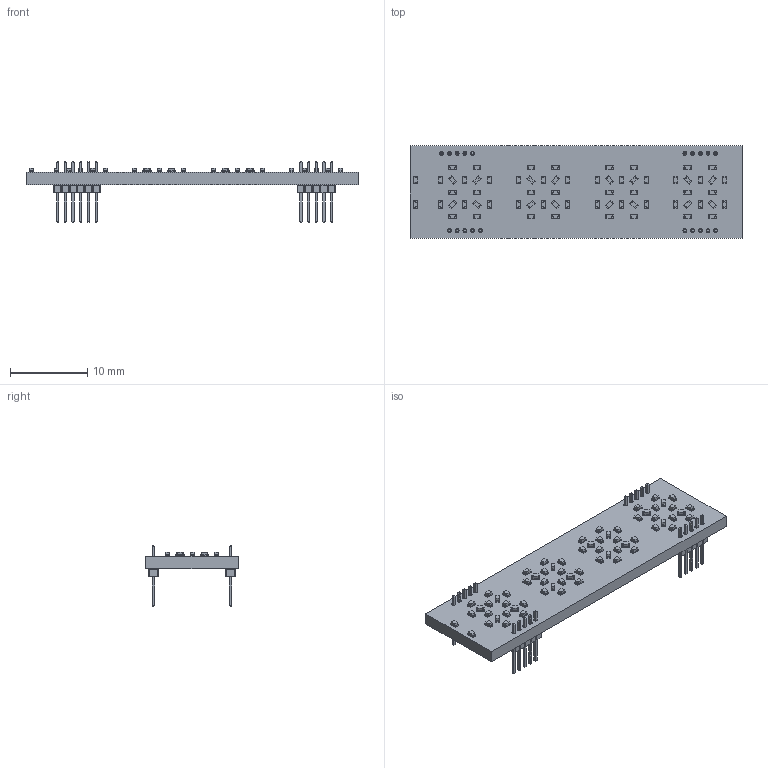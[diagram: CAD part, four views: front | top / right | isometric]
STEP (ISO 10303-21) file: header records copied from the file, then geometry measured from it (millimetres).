
FILE_DESCRIPTION(('KiCad electronic assembly'),'2;1');
FILE_NAME('ufc_v4_opt.step','2020-11-25T15:43:08',('An Author'),( 'A Company'),'Open CASCADE STEP processor 6.9', 'KiCad to STEP converter','Unknown');
FILE_SCHEMA(('AUTOMOTIVE_DESIGN { 1 0 10303 214 1 1 1 1 }'));
Length unit declared in the file: millimetre
Products named in the file (6): Open CASCADE STEP translator 6.9 1; PinHeader_1x05_P1.00mm_Vertical; SOLID; LED_0402_1005Metric; COMPOUND
Assembly tree (73 placements, depth 3):
  Open CASCADE STEP translator 6.9 1
    PinHeader_1x05_P1.00mm_Vertical  x4
      SOLID
    LED_0402_1005Metric  x66
      SOLID
    COMPOUND
Bounding box: 43 x 12 x 7.8 mm (x, y, z)
Volume: 869.2 mm3; surface area: 1663.1 mm2
Topology: 71 solids, 71 shells, 3822 faces, 10034 edges, 6460 vertices
Faces by surface type: plane 3274, cylinder 548
Full cylindrical faces by diameter (mm): 0.5 x20
Entity records: 14337 total; most frequent: CARTESIAN_POINT 2143, DIRECTION 2099, LINE 1391, VECTOR 1391, ORIENTED_EDGE 1002, PCURVE 1002, DEFINITIONAL_REPRESENTATION 1002, EDGE_CURVE 501
